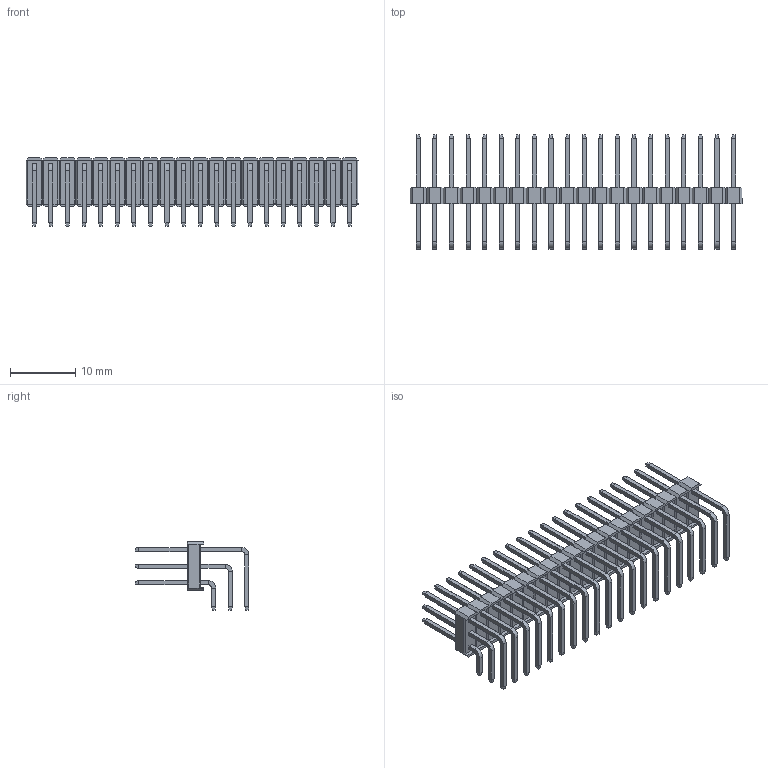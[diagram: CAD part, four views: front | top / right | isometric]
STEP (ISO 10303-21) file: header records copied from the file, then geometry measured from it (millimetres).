
FILE_DESCRIPTION (( 'STEP AP214' ), '1' );
FILE_NAME ('3x20 Male Pin Header Angle.STEP', '2018-11-17T18:51:01', ( 'M.B.I.' ), ( '' ), 'SwSTEP 2.0', '', '' );
FILE_SCHEMA (( 'AUTOMOTIVE_DESIGN' ));
Length unit declared in the file: millimetre
Products named in the file (1): 3x20 Male Pin Header Angle
Bounding box: 50.8 x 17.44 x 10.5 mm (x, y, z)
Volume: 1215.7 mm3; surface area: 4642.7 mm2
Topology: 61 solids, 61 shells, 1968 faces, 4534 edges, 2688 vertices
Faces by surface type: plane 1848, cylinder 120
Entity records: 54160 total; most frequent: CARTESIAN_POINT 9191, ORIENTED_EDGE 9068, DIRECTION 8712, EDGE_CURVE 4534, VECTOR 4294, LINE 4294, VERTEX_POINT 2688, AXIS2_PLACEMENT_3D 2209
